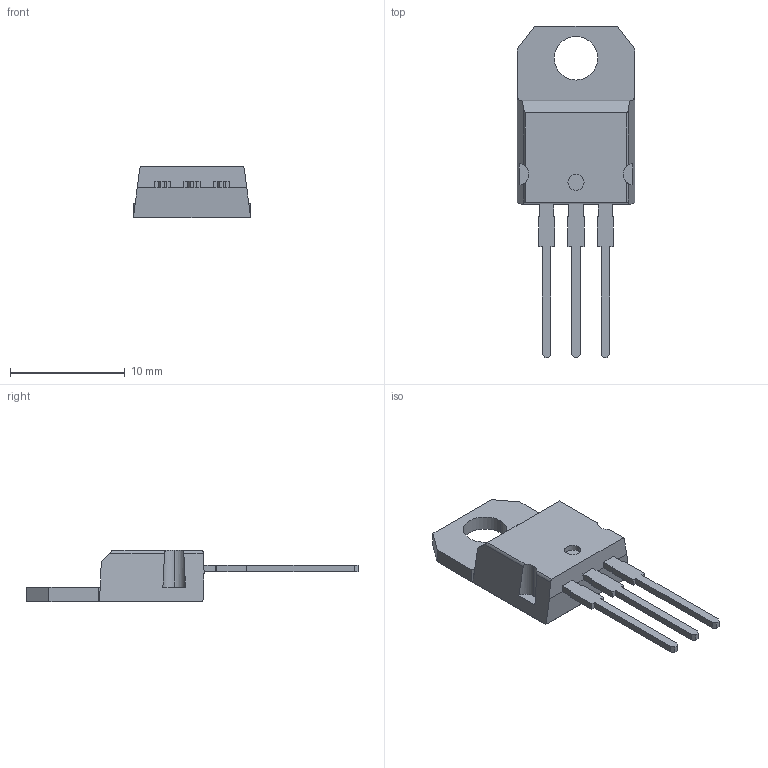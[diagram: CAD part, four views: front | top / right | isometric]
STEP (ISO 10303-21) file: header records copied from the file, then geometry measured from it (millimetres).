
FILE_DESCRIPTION (( 'STEP AP203' ), '1' );
FILE_NAME ('l7805cv-dg.STEP', '2020-10-28T13:17:39', ( '' ), ( '' ), 'SwSTEP 2.0', 'SolidWorks 2018', '' );
FILE_SCHEMA (( 'CONFIG_CONTROL_DESIGN' ));
Length unit declared in the file: millimetre
Products named in the file (1): l7805cv-dg
Bounding box: 10.2 x 28.9 x 4.5 mm (x, y, z)
Volume: 463.9 mm3; surface area: 592.6 mm2
Topology: 1 solids, 1 shells, 83 faces, 238 edges, 158 vertices
Faces by surface type: plane 63, cylinder 20
Entity records: 2775 total; most frequent: CARTESIAN_POINT 522, ORIENTED_EDGE 476, DIRECTION 426, EDGE_CURVE 238, LINE 190, VECTOR 190, VERTEX_POINT 158, AXIS2_PLACEMENT_3D 118
